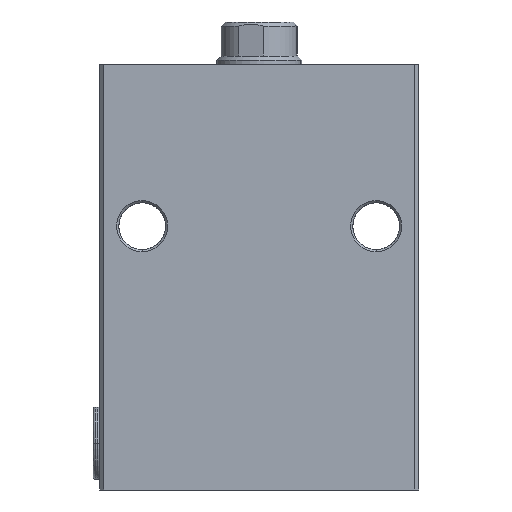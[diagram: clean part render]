
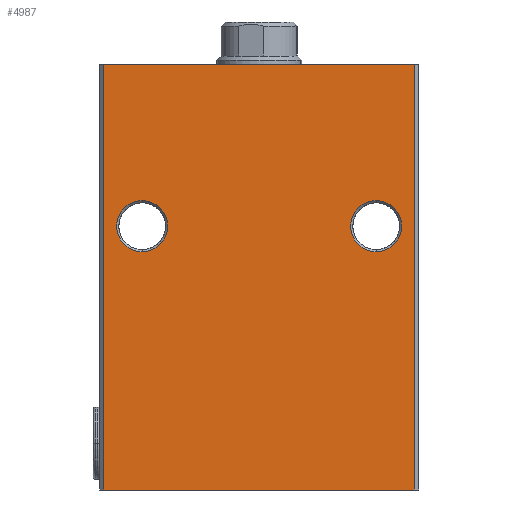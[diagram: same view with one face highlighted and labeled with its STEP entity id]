
A CAD part, front view. The second image highlights one B-rep face of the part: STEP entity #4987.
In plain terms, the highlighted planar face has unit normal (0, -1, 0).
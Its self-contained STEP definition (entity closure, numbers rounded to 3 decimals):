
#11 = DIRECTION ( 'NONE',  ( 0., 1., 0. ) ) ;
#18 = CARTESIAN_POINT ( 'NONE',  ( -14306.86, 1847.5, 100. ) ) ;
#69 = EDGE_CURVE ( 'NONE', #7829, #7959, #6343, .T. ) ;
#203 = EDGE_LOOP ( 'NONE', ( #6847, #5936, #1947, #377 ) ) ;
#377 = ORIENTED_EDGE ( 'NONE', *, *, #1213, .T. ) ;
#390 = ORIENTED_EDGE ( 'NONE', *, *, #69, .T. ) ;
#424 = VECTOR ( 'NONE', #5911, 1000. ) ;
#521 = DIRECTION ( 'NONE',  ( 1., 0., 0. ) ) ;
#720 = CARTESIAN_POINT ( 'NONE',  ( -14379.86, 1847.5, 0. ) ) ;
#836 = CARTESIAN_POINT ( 'NONE',  ( -14370.86, 1847.5, 62. ) ) ;
#860 = ORIENTED_EDGE ( 'NONE', *, *, #6873, .T. ) ;
#930 = CARTESIAN_POINT ( 'NONE',  ( -14315.86, 1847.5, 68. ) ) ;
#968 = DIRECTION ( 'NONE',  ( 0., 1., 0. ) ) ;
#1213 = EDGE_CURVE ( 'NONE', #7064, #4120, #7378, .T. ) ;
#1226 = CARTESIAN_POINT ( 'NONE',  ( -14370.86, 1847.5, 56. ) ) ;
#1473 = DIRECTION ( 'NONE',  ( 0., 0., 1. ) ) ;
#1703 = FACE_BOUND ( 'NONE', #6626, .T. ) ;
#1947 = ORIENTED_EDGE ( 'NONE', *, *, #3701, .F. ) ;
#2039 = CARTESIAN_POINT ( 'NONE',  ( -14379.86, 1847.5, 100. ) ) ;
#2335 = DIRECTION ( 'NONE',  ( 0., 0., 1. ) ) ;
#2579 = VERTEX_POINT ( 'NONE', #18 ) ;
#2748 = CARTESIAN_POINT ( 'NONE',  ( -14315.86, 1847.5, 56. ) ) ;
#2941 = CARTESIAN_POINT ( 'NONE',  ( -14379.86, 1847.5, 100. ) ) ;
#3021 = ORIENTED_EDGE ( 'NONE', *, *, #4892, .T. ) ;
#3137 = LINE ( 'NONE', #2039, #6147 ) ;
#3166 = CARTESIAN_POINT ( 'NONE',  ( -14306.86, 1847.5, 0. ) ) ;
#3187 = FACE_OUTER_BOUND ( 'NONE', #203, .T. ) ;
#3195 = VERTEX_POINT ( 'NONE', #6899 ) ;
#3269 = ORIENTED_EDGE ( 'NONE', *, *, #4880, .T. ) ;
#3338 = AXIS2_PLACEMENT_3D ( 'NONE', #836, #5292, #1473 ) ;
#3358 = AXIS2_PLACEMENT_3D ( 'NONE', #4445, #11, #3789 ) ;
#3495 = DIRECTION ( 'NONE',  ( 0., 1., 0. ) ) ;
#3691 = AXIS2_PLACEMENT_3D ( 'NONE', #2941, #6165, #2335 ) ;
#3701 = EDGE_CURVE ( 'NONE', #7064, #2579, #3137, .T. ) ;
#3757 = VECTOR ( 'NONE', #7242, 1000. ) ;
#3785 = CIRCLE ( 'NONE', #5575, 6. ) ;
#3789 = DIRECTION ( 'NONE',  ( 0., 0., 1. ) ) ;
#3942 = DIRECTION ( 'NONE',  ( 1., 0., 0. ) ) ;
#4120 = VERTEX_POINT ( 'NONE', #720 ) ;
#4192 = PLANE ( 'NONE',  #3691 ) ;
#4445 = CARTESIAN_POINT ( 'NONE',  ( -14315.86, 1847.5, 62. ) ) ;
#4507 = VECTOR ( 'NONE', #521, 1000. ) ;
#4715 = EDGE_LOOP ( 'NONE', ( #860, #3269 ) ) ;
#4783 = CARTESIAN_POINT ( 'NONE',  ( -14315.86, 1847.5, 62. ) ) ;
#4880 = EDGE_CURVE ( 'NONE', #3195, #5025, #3785, .T. ) ;
#4892 = EDGE_CURVE ( 'NONE', #7959, #7829, #7200, .T. ) ;
#4987 = ADVANCED_FACE ( 'NONE', ( #1703, #6802, #3187 ), #4192, .F. ) ;
#5001 = LINE ( 'NONE', #5588, #4507 ) ;
#5025 = VERTEX_POINT ( 'NONE', #1226 ) ;
#5260 = CARTESIAN_POINT ( 'NONE',  ( -14306.86, 1847.5, 100. ) ) ;
#5292 = DIRECTION ( 'NONE',  ( 0., 1., 0. ) ) ;
#5427 = DIRECTION ( 'NONE',  ( 0., 0., 1. ) ) ;
#5494 = LINE ( 'NONE', #5260, #424 ) ;
#5575 = AXIS2_PLACEMENT_3D ( 'NONE', #7344, #3495, #7992 ) ;
#5580 = CARTESIAN_POINT ( 'NONE',  ( -14379.86, 1847.5, 100. ) ) ;
#5588 = CARTESIAN_POINT ( 'NONE',  ( -14379.86, 1847.5, 0. ) ) ;
#5911 = DIRECTION ( 'NONE',  ( 0., 0., -1. ) ) ;
#5936 = ORIENTED_EDGE ( 'NONE', *, *, #7741, .F. ) ;
#6147 = VECTOR ( 'NONE', #3942, 1000. ) ;
#6165 = DIRECTION ( 'NONE',  ( 0., 1., 0. ) ) ;
#6343 = CIRCLE ( 'NONE', #3358, 6. ) ;
#6432 = AXIS2_PLACEMENT_3D ( 'NONE', #4783, #968, #5427 ) ;
#6461 = EDGE_CURVE ( 'NONE', #4120, #7543, #5001, .T. ) ;
#6596 = CARTESIAN_POINT ( 'NONE',  ( -14379.86, 1847.5, 100. ) ) ;
#6626 = EDGE_LOOP ( 'NONE', ( #390, #3021 ) ) ;
#6802 = FACE_BOUND ( 'NONE', #4715, .T. ) ;
#6847 = ORIENTED_EDGE ( 'NONE', *, *, #6461, .T. ) ;
#6873 = EDGE_CURVE ( 'NONE', #5025, #3195, #7623, .T. ) ;
#6899 = CARTESIAN_POINT ( 'NONE',  ( -14370.86, 1847.5, 68. ) ) ;
#7064 = VERTEX_POINT ( 'NONE', #5580 ) ;
#7200 = CIRCLE ( 'NONE', #6432, 6. ) ;
#7242 = DIRECTION ( 'NONE',  ( 0., 0., -1. ) ) ;
#7344 = CARTESIAN_POINT ( 'NONE',  ( -14370.86, 1847.5, 62. ) ) ;
#7378 = LINE ( 'NONE', #6596, #3757 ) ;
#7543 = VERTEX_POINT ( 'NONE', #3166 ) ;
#7623 = CIRCLE ( 'NONE', #3338, 6. ) ;
#7741 = EDGE_CURVE ( 'NONE', #2579, #7543, #5494, .T. ) ;
#7829 = VERTEX_POINT ( 'NONE', #2748 ) ;
#7959 = VERTEX_POINT ( 'NONE', #930 ) ;
#7992 = DIRECTION ( 'NONE',  ( 0., 0., 1. ) ) ;
